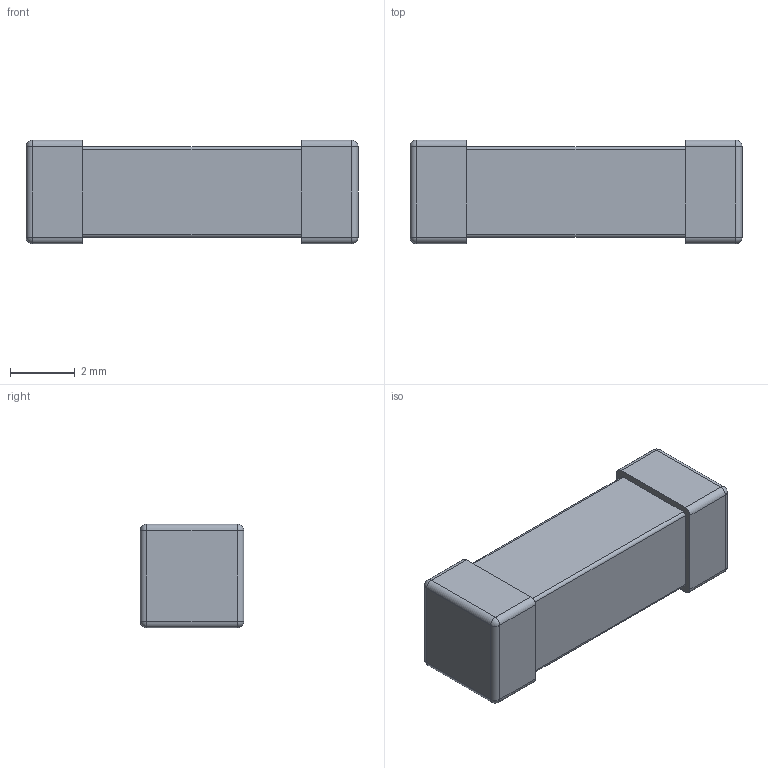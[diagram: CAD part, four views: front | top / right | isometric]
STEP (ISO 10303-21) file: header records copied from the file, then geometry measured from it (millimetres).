
FILE_DESCRIPTION (( 'STEP AP214' ), '1' );
FILE_NAME ('FUSE-SMD_L10.3-W3.2.step', '2022-06-28T10:39:15', ( '' ), ( '' ), 'SwSTEP 2.0', 'SolidWorks 2020', '' );
FILE_SCHEMA (( 'AUTOMOTIVE_DESIGN' ));
Length unit declared in the file: millimetre
Products named in the file (1): FUSE-SMD_L10.3-W3.2
Bounding box: 10.25 x 3.2 x 3.2 mm (x, y, z)
Volume: 88.4 mm3; surface area: 141.1 mm2
Topology: 1 solids, 1 shells, 327 faces, 875 edges, 570 vertices
Faces by surface type: plane 187, bspline 112, cylinder 20, sphere 8
Entity records: 14872 total; most frequent: CARTESIAN_POINT 3869, ORIENTED_EDGE 1734, DIRECTION 1111, EDGE_CURVE 867, LINE 599, VECTOR 599, VERTEX_POINT 570, EDGE_LOOP 355
